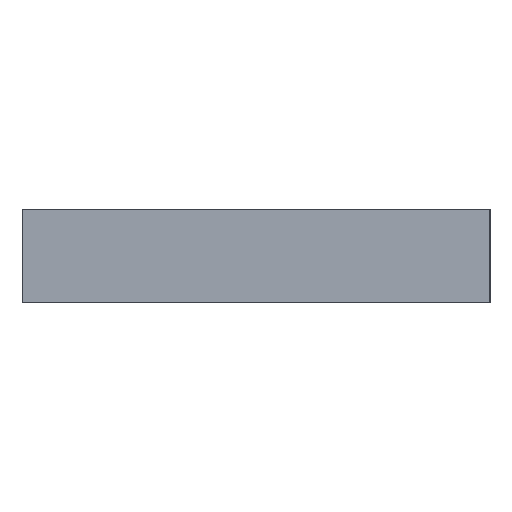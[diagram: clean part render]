
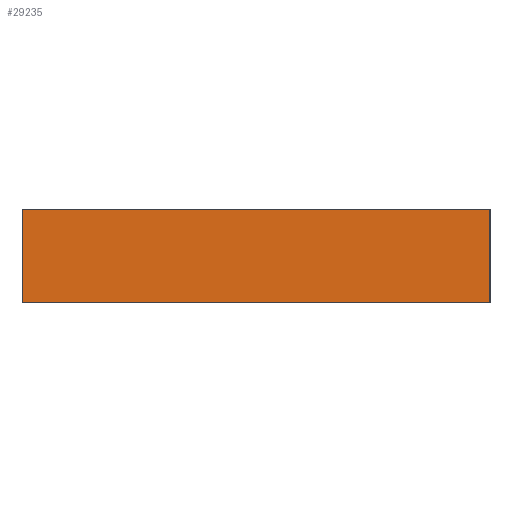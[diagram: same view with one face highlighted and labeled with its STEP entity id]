
A CAD part, left-side view. The second image highlights one B-rep face of the part: STEP entity #29235.
In plain terms, the highlighted planar face has unit normal (-1, 0, 0).
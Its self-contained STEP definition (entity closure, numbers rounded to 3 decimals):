
#72 = PLANE('',#73);
#73 = AXIS2_PLACEMENT_3D('',#74,#75,#76);
#74 = CARTESIAN_POINT('',(38.673,3.558,0.));
#75 = DIRECTION('',(-0.,-0.,-1.));
#76 = DIRECTION('',(-1.,0.,0.));
#126 = PLANE('',#127);
#127 = AXIS2_PLACEMENT_3D('',#128,#129,#130);
#128 = CARTESIAN_POINT('',(38.673,3.558,4.));
#129 = DIRECTION('',(-0.,-0.,-1.));
#130 = DIRECTION('',(-1.,0.,0.));
#399 = VERTEX_POINT('',#400);
#400 = CARTESIAN_POINT('',(-75.,-10.,0.));
#414 = PLANE('',#415);
#415 = AXIS2_PLACEMENT_3D('',#416,#417,#418);
#416 = CARTESIAN_POINT('',(-53.979,-10.,0.));
#417 = DIRECTION('',(0.,-1.,-0.));
#418 = DIRECTION('',(-1.,0.,-0.));
#426 = EDGE_CURVE('',#399,#427,#429,.T.);
#427 = VERTEX_POINT('',#428);
#428 = CARTESIAN_POINT('',(-75.,10.,0.));
#429 = SURFACE_CURVE('',#430,(#434,#441),.PCURVE_S1.);
#430 = LINE('',#431,#432);
#431 = CARTESIAN_POINT('',(-75.,-10.,0.));
#432 = VECTOR('',#433,1.);
#433 = DIRECTION('',(0.,1.,0.));
#434 = PCURVE('',#72,#435);
#435 = DEFINITIONAL_REPRESENTATION('',(#436),#440);
#436 = LINE('',#437,#438);
#437 = CARTESIAN_POINT('',(113.673,-13.558));
#438 = VECTOR('',#439,1.);
#439 = DIRECTION('',(0.,1.));
#440 = ( GEOMETRIC_REPRESENTATION_CONTEXT(2) 
PARAMETRIC_REPRESENTATION_CONTEXT() REPRESENTATION_CONTEXT('2D SPACE',''
  ) );
#441 = PCURVE('',#442,#447);
#442 = PLANE('',#443);
#443 = AXIS2_PLACEMENT_3D('',#444,#445,#446);
#444 = CARTESIAN_POINT('',(-75.,10.,0.));
#445 = DIRECTION('',(-1.,-0.,-0.));
#446 = DIRECTION('',(0.,1.,0.));
#447 = DEFINITIONAL_REPRESENTATION('',(#448),#452);
#448 = LINE('',#449,#450);
#449 = CARTESIAN_POINT('',(-20.,0.));
#450 = VECTOR('',#451,1.);
#451 = DIRECTION('',(1.,-0.));
#452 = ( GEOMETRIC_REPRESENTATION_CONTEXT(2) 
PARAMETRIC_REPRESENTATION_CONTEXT() REPRESENTATION_CONTEXT('2D SPACE',''
  ) );
#470 = PLANE('',#471);
#471 = AXIS2_PLACEMENT_3D('',#472,#473,#474);
#472 = CARTESIAN_POINT('',(-53.979,10.,0.));
#473 = DIRECTION('',(0.,1.,-0.));
#474 = DIRECTION('',(1.,0.,0.));
#16295 = VERTEX_POINT('',#16296);
#16296 = CARTESIAN_POINT('',(-75.,-10.,4.));
#16317 = EDGE_CURVE('',#16318,#16295,#16320,.T.);
#16318 = VERTEX_POINT('',#16319);
#16319 = CARTESIAN_POINT('',(-75.,10.,4.));
#16320 = SURFACE_CURVE('',#16321,(#16325,#16332),.PCURVE_S1.);
#16321 = LINE('',#16322,#16323);
#16322 = CARTESIAN_POINT('',(-75.,10.,4.));
#16323 = VECTOR('',#16324,1.);
#16324 = DIRECTION('',(0.,-1.,0.));
#16325 = PCURVE('',#126,#16326);
#16326 = DEFINITIONAL_REPRESENTATION('',(#16327),#16331);
#16327 = LINE('',#16328,#16329);
#16328 = CARTESIAN_POINT('',(113.673,6.442));
#16329 = VECTOR('',#16330,1.);
#16330 = DIRECTION('',(0.,-1.));
#16331 = ( GEOMETRIC_REPRESENTATION_CONTEXT(2) 
PARAMETRIC_REPRESENTATION_CONTEXT() REPRESENTATION_CONTEXT('2D SPACE',''
  ) );
#16332 = PCURVE('',#442,#16333);
#16333 = DEFINITIONAL_REPRESENTATION('',(#16334),#16338);
#16334 = LINE('',#16335,#16336);
#16335 = CARTESIAN_POINT('',(-0.,-4.));
#16336 = VECTOR('',#16337,1.);
#16337 = DIRECTION('',(-1.,0.));
#16338 = ( GEOMETRIC_REPRESENTATION_CONTEXT(2) 
PARAMETRIC_REPRESENTATION_CONTEXT() REPRESENTATION_CONTEXT('2D SPACE',''
  ) );
#29187 = EDGE_CURVE('',#427,#16318,#29188,.T.);
#29188 = SURFACE_CURVE('',#29189,(#29193,#29200),.PCURVE_S1.);
#29189 = LINE('',#29190,#29191);
#29190 = CARTESIAN_POINT('',(-75.,10.,0.));
#29191 = VECTOR('',#29192,1.);
#29192 = DIRECTION('',(-0.,-0.,1.));
#29193 = PCURVE('',#470,#29194);
#29194 = DEFINITIONAL_REPRESENTATION('',(#29195),#29199);
#29195 = LINE('',#29196,#29197);
#29196 = CARTESIAN_POINT('',(-21.021,0.));
#29197 = VECTOR('',#29198,1.);
#29198 = DIRECTION('',(-0.,-1.));
#29199 = ( GEOMETRIC_REPRESENTATION_CONTEXT(2) 
PARAMETRIC_REPRESENTATION_CONTEXT() REPRESENTATION_CONTEXT('2D SPACE',''
  ) );
#29200 = PCURVE('',#442,#29201);
#29201 = DEFINITIONAL_REPRESENTATION('',(#29202),#29206);
#29202 = LINE('',#29203,#29204);
#29203 = CARTESIAN_POINT('',(-0.,-0.));
#29204 = VECTOR('',#29205,1.);
#29205 = DIRECTION('',(-0.,-1.));
#29206 = ( GEOMETRIC_REPRESENTATION_CONTEXT(2) 
PARAMETRIC_REPRESENTATION_CONTEXT() REPRESENTATION_CONTEXT('2D SPACE',''
  ) );
#29235 = ADVANCED_FACE('',(#29236),#442,.T.);
#29236 = FACE_BOUND('',#29237,.F.);
#29237 = EDGE_LOOP('',(#29238,#29239,#29240,#29261));
#29238 = ORIENTED_EDGE('',*,*,#29187,.T.);
#29239 = ORIENTED_EDGE('',*,*,#16317,.T.);
#29240 = ORIENTED_EDGE('',*,*,#29241,.F.);
#29241 = EDGE_CURVE('',#399,#16295,#29242,.T.);
#29242 = SURFACE_CURVE('',#29243,(#29247,#29254),.PCURVE_S1.);
#29243 = LINE('',#29244,#29245);
#29244 = CARTESIAN_POINT('',(-75.,-10.,0.));
#29245 = VECTOR('',#29246,1.);
#29246 = DIRECTION('',(-0.,-0.,1.));
#29247 = PCURVE('',#442,#29248);
#29248 = DEFINITIONAL_REPRESENTATION('',(#29249),#29253);
#29249 = LINE('',#29250,#29251);
#29250 = CARTESIAN_POINT('',(-20.,0.));
#29251 = VECTOR('',#29252,1.);
#29252 = DIRECTION('',(-0.,-1.));
#29253 = ( GEOMETRIC_REPRESENTATION_CONTEXT(2) 
PARAMETRIC_REPRESENTATION_CONTEXT() REPRESENTATION_CONTEXT('2D SPACE',''
  ) );
#29254 = PCURVE('',#414,#29255);
#29255 = DEFINITIONAL_REPRESENTATION('',(#29256),#29260);
#29256 = LINE('',#29257,#29258);
#29257 = CARTESIAN_POINT('',(21.021,0.));
#29258 = VECTOR('',#29259,1.);
#29259 = DIRECTION('',(0.,-1.));
#29260 = ( GEOMETRIC_REPRESENTATION_CONTEXT(2) 
PARAMETRIC_REPRESENTATION_CONTEXT() REPRESENTATION_CONTEXT('2D SPACE',''
  ) );
#29261 = ORIENTED_EDGE('',*,*,#426,.T.);
